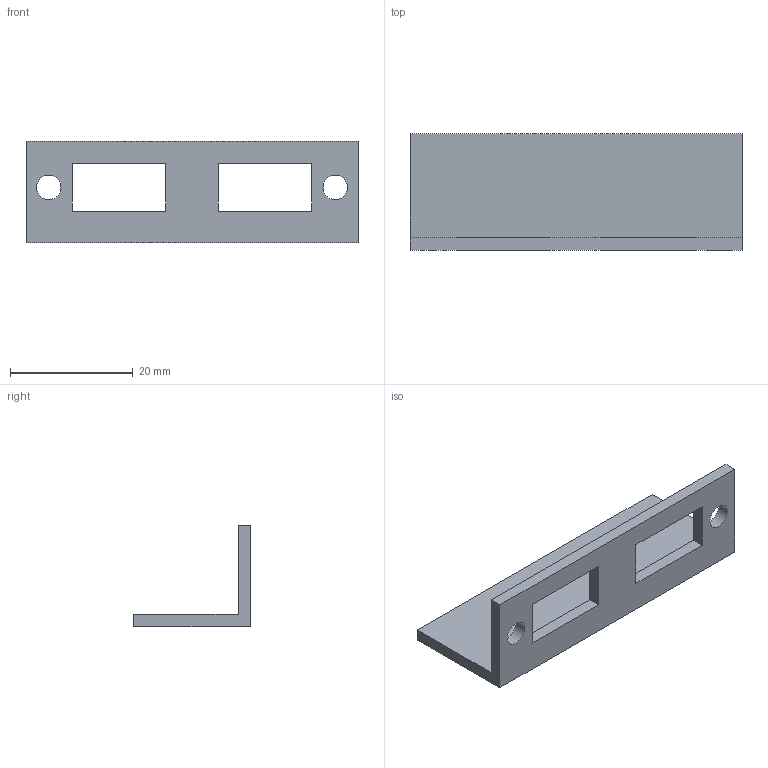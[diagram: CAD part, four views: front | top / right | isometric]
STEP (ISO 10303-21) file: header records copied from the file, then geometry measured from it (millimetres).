
FILE_DESCRIPTION(('HOOPS Exchange Step'),'2;1');
FILE_NAME('temp_export','2023-06-26T14:50:34+02:00',('mobile'),('Shapr3D Limited'),'HOOPS Exchange 2022.2','Shapr3D','Authorized');
FILE_SCHEMA( ('AUTOMOTIVE_DESIGN { 1 0 10303 214 1 1 1 1 }') );
Length unit declared in the file: millimetre
Products named in the file (1): root
Bounding box: 54 x 19 x 16.5 mm (x, y, z)
Volume: 3099.6 mm3; surface area: 3683 mm2
Topology: 1 solids, 1 shells, 18 faces, 52 edges, 36 vertices
Faces by surface type: plane 16, cylinder 2
Full cylindrical faces by diameter (mm): 4 x2
Entity records: 636 total; most frequent: CARTESIAN_POINT 107, ORIENTED_EDGE 104, DIRECTION 98, EDGE_CURVE 52, VECTOR 44, LINE 44, VERTEX_POINT 36, AXIS2_PLACEMENT_3D 27
